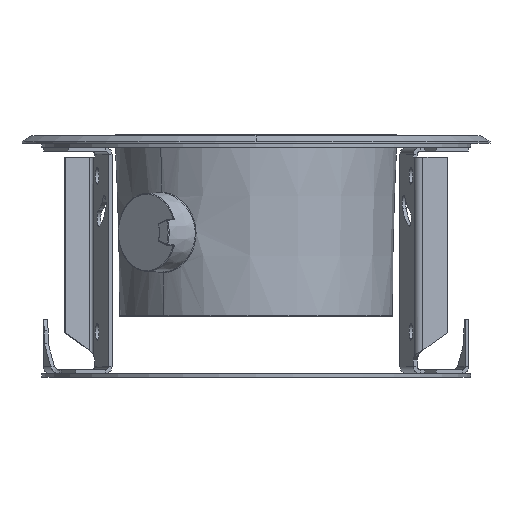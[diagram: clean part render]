
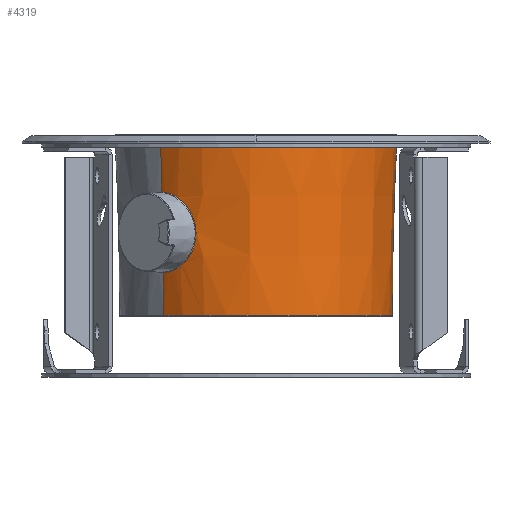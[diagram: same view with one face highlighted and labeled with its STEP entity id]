
A CAD part, front view. The second image highlights one B-rep face of the part: STEP entity #4319.
In plain terms, the highlighted conical face has half-angle 1.5 degrees and reference radius 35 mm.
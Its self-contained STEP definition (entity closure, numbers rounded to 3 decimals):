
#7 = CARTESIAN_POINT ( 'NONE',  ( 34.06, 9.981, 18.808 ) ) ;
#88 = AXIS2_PLACEMENT_3D ( 'NONE', #11099, #9175, #14001 ) ;
#492 = CARTESIAN_POINT ( 'NONE',  ( 35.018, 7.23, 28.892 ) ) ;
#978 = VERTEX_POINT ( 'NONE', #492 ) ;
#1053 = CARTESIAN_POINT ( 'NONE',  ( 35.018, 7.23, 28.892 ) ) ;
#1122 = CARTESIAN_POINT ( 'NONE',  ( 35.242, 2.033, 11.337 ) ) ;
#1205 = CARTESIAN_POINT ( 'NONE',  ( 35.292, 0.511, 11.148 ) ) ;
#1287 = CONICAL_SURFACE ( 'NONE', #88, 35., 0.026 ) ;
#1298 = ORIENTED_EDGE ( 'NONE', *, *, #10213, .F. ) ;
#1593 = CARTESIAN_POINT ( 'NONE',  ( 35.127, 6.747, 29.344 ) ) ;
#1713 = VERTEX_POINT ( 'NONE', #11537 ) ;
#1995 = DIRECTION ( 'NONE',  ( 0., 0., 1. ) ) ;
#2034 = CARTESIAN_POINT ( 'NONE',  ( 35.005, 0., 0.195 ) ) ;
#2068 = FACE_OUTER_BOUND ( 'NONE', #2786, .T. ) ;
#2102 = CARTESIAN_POINT ( 'NONE',  ( 34.849, 7.924, 28.16 ) ) ;
#2248 = CARTESIAN_POINT ( 'NONE',  ( 34.074, 10.284, 22.62 ) ) ;
#2316 = CARTESIAN_POINT ( 'NONE',  ( 34.925, 5.346, 12.638 ) ) ;
#2395 = CARTESIAN_POINT ( 'NONE',  ( 34.016, 10.314, 20.824 ) ) ;
#2429 = LINE ( 'NONE', #3600, #12286 ) ;
#2635 = DIRECTION ( 'NONE',  ( 0.026, 0., 1. ) ) ;
#2704 = CARTESIAN_POINT ( 'NONE',  ( 35.834, 0.675, 31.848 ) ) ;
#2786 = EDGE_LOOP ( 'NONE', ( #9753, #6599, #4385, #10093, #8191, #8982, #1298 ) ) ;
#2835 = CARTESIAN_POINT ( 'NONE',  ( 35.524, 4.538, 30.821 ) ) ;
#3090 = CARTESIAN_POINT ( 'NONE',  ( 0., 0., 0.195 ) ) ;
#3427 = CARTESIAN_POINT ( 'NONE',  ( 35.292, 0., 11.148 ) ) ;
#3440 = LINE ( 'NONE', #8029, #7531 ) ;
#3517 = LINE ( 'NONE', #3728, #5351 ) ;
#3600 = CARTESIAN_POINT ( 'NONE',  ( 35., 0., 0. ) ) ;
#3725 = CARTESIAN_POINT ( 'NONE',  ( 35.834, 0., 31.848 ) ) ;
#3728 = CARTESIAN_POINT ( 'NONE',  ( 35., 0., 0. ) ) ;
#4055 = DIRECTION ( 'NONE',  ( 0., 0., -1. ) ) ;
#4194 = DIRECTION ( 'NONE',  ( -1., 0., 0. ) ) ;
#4319 = ADVANCED_FACE ( 'NONE', ( #2068 ), #1287, .T. ) ;
#4385 = ORIENTED_EDGE ( 'NONE', *, *, #12817, .T. ) ;
#4447 = CARTESIAN_POINT ( 'NONE',  ( 34.228, 9.181, 16.641 ) ) ;
#4480 = AXIS2_PLACEMENT_3D ( 'NONE', #3090, #1995, #11169 ) ;
#4524 = CARTESIAN_POINT ( 'NONE',  ( 34.019, 10.327, 21.082 ) ) ;
#4536 = VERTEX_POINT ( 'NONE', #8767 ) ;
#4544 = VERTEX_POINT ( 'NONE', #2034 ) ;
#4670 = CARTESIAN_POINT ( 'NONE',  ( 34.197, 10.008, 24.121 ) ) ;
#4981 = CARTESIAN_POINT ( 'NONE',  ( 35.292, 0., 11.148 ) ) ;
#4983 = CARTESIAN_POINT ( 'NONE',  ( 35.673, 3.305, 31.327 ) ) ;
#5117 = VERTEX_POINT ( 'NONE', #4981 ) ;
#5351 = VECTOR ( 'NONE', #2635, 1000. ) ;
#5568 = CARTESIAN_POINT ( 'NONE',  ( 34.379, 9.511, 25.575 ) ) ;
#5579 = DIRECTION ( 'NONE',  ( -0.026, 0., 1. ) ) ;
#5640 = CARTESIAN_POINT ( 'NONE',  ( 34.074, 9.911, 18.562 ) ) ;
#5797 = CARTESIAN_POINT ( 'NONE',  ( 34.449, 9.301, 26.035 ) ) ;
#5864 = EDGE_CURVE ( 'NONE', #10941, #1713, #3517, .T. ) ;
#5968 = CARTESIAN_POINT ( 'NONE',  ( 35.234, 6.23, 29.762 ) ) ;
#6038 = CARTESIAN_POINT ( 'NONE',  ( 35.073, 6.994, 29.124 ) ) ;
#6599 = ORIENTED_EDGE ( 'NONE', *, *, #10476, .T. ) ;
#6669 = CARTESIAN_POINT ( 'NONE',  ( 34.983, 4.903, 12.384 ) ) ;
#6739 = CARTESIAN_POINT ( 'NONE',  ( 34.738, 6.624, 13.489 ) ) ;
#6812 = CARTESIAN_POINT ( 'NONE',  ( 34.682, 8.539, 27.348 ) ) ;
#6888 = CARTESIAN_POINT ( 'NONE',  ( 35.011, 4.677, 12.266 ) ) ;
#7265 = CARTESIAN_POINT ( 'NONE',  ( 35.435, 5.124, 30.511 ) ) ;
#7343 = CARTESIAN_POINT ( 'NONE',  ( 35.018, 7.23, 28.892 ) ) ;
#7460 = EDGE_CURVE ( 'NONE', #10941, #978, #13190, .T. ) ;
#7531 = VECTOR ( 'NONE', #5579, 1000. ) ;
#7570 = AXIS2_PLACEMENT_3D ( 'NONE', #14369, #4055, #4194 ) ;
#7713 = EDGE_CURVE ( 'NONE', #978, #5117, #9999, .T. ) ;
#8015 = CARTESIAN_POINT ( 'NONE',  ( 34.934, 7.59, 28.539 ) ) ;
#8029 = CARTESIAN_POINT ( 'NONE',  ( -35., 0., 0. ) ) ;
#8129 = DIRECTION ( 'NONE',  ( 0.026, 0., 1. ) ) ;
#8184 = CARTESIAN_POINT ( 'NONE',  ( 35.286, 5.959, 29.96 ) ) ;
#8191 = ORIENTED_EDGE ( 'NONE', *, *, #7460, .T. ) ;
#8336 = CARTESIAN_POINT ( 'NONE',  ( 35.813, 1.341, 31.783 ) ) ;
#8394 = CARTESIAN_POINT ( 'NONE',  ( 35.834, 0., 31.848 ) ) ;
#8767 = CARTESIAN_POINT ( 'NONE',  ( -36.212, 0., 46.295 ) ) ;
#8907 = CARTESIAN_POINT ( 'NONE',  ( 34.343, 8.664, 15.767 ) ) ;
#8982 = ORIENTED_EDGE ( 'NONE', *, *, #7713, .T. ) ;
#8989 = CARTESIAN_POINT ( 'NONE',  ( 35.09, 3.989, 11.937 ) ) ;
#9063 = CARTESIAN_POINT ( 'NONE',  ( 34.027, 10.161, 19.553 ) ) ;
#9175 = DIRECTION ( 'NONE',  ( 0., 0., 1. ) ) ;
#9205 = CARTESIAN_POINT ( 'NONE',  ( 34.125, 9.666, 17.831 ) ) ;
#9359 = VERTEX_POINT ( 'NONE', #12143 ) ;
#9753 = ORIENTED_EDGE ( 'NONE', *, *, #11484, .T. ) ;
#9999 = B_SPLINE_CURVE_WITH_KNOTS ( 'NONE', 3,
 ( #1053, #8015, #2102, #6812, #12405, #5797, #5568, #10311, #4670, #12555, #2248, #10161, #10084, #4524, #2395, #14621, #9063, #7, #5640, #11356, #9205, #4447, #8907, #13523, #6739, #12333, #2316, #6669, #6888, #8989, #13742, #11277, #1122, #13596, #1205, #3427 ),
 .UNSPECIFIED., .F., .F.,
 ( 4, 2, 2, 2, 2, 2, 2, 2, 2, 2, 2, 2, 2, 2, 2, 2, 2, 4 ),
 ( 0.032, 0.034, 0.035, 0.037, 0.039, 0.04, 0.041, 0.042, 0.043, 0.044, 0.045, 0.048, 0.051, 0.052, 0.052, 0.054, 0.055, 0.057 ),
 .UNSPECIFIED. ) ;
#10084 = CARTESIAN_POINT ( 'NONE',  ( 34.031, 10.335, 21.598 ) ) ;
#10093 = ORIENTED_EDGE ( 'NONE', *, *, #5864, .F. ) ;
#10161 = CARTESIAN_POINT ( 'NONE',  ( 34.039, 10.33, 21.855 ) ) ;
#10213 = EDGE_CURVE ( 'NONE', #4544, #5117, #2429, .T. ) ;
#10311 = CARTESIAN_POINT ( 'NONE',  ( 34.253, 9.865, 24.619 ) ) ;
#10406 = CIRCLE ( 'NONE', #4480, 35.005 ) ;
#10476 = EDGE_CURVE ( 'NONE', #9359, #4536, #3440, .T. ) ;
#10941 = VERTEX_POINT ( 'NONE', #8394 ) ;
#11099 = CARTESIAN_POINT ( 'NONE',  ( 0., 0., 0. ) ) ;
#11169 = DIRECTION ( 'NONE',  ( -1., 0., 0. ) ) ;
#11277 = CARTESIAN_POINT ( 'NONE',  ( 35.212, 2.54, 11.452 ) ) ;
#11356 = CARTESIAN_POINT ( 'NONE',  ( 34.106, 9.754, 18.074 ) ) ;
#11484 = EDGE_CURVE ( 'NONE', #4544, #9359, #10406, .T. ) ;
#11537 = CARTESIAN_POINT ( 'NONE',  ( 36.212, 0., 46.295 ) ) ;
#12143 = CARTESIAN_POINT ( 'NONE',  ( -35.005, 0., 0.195 ) ) ;
#12286 = VECTOR ( 'NONE', #8129, 1000. ) ;
#12333 = CARTESIAN_POINT ( 'NONE',  ( 34.894, 5.565, 12.774 ) ) ;
#12405 = CARTESIAN_POINT ( 'NONE',  ( 34.601, 8.815, 26.921 ) ) ;
#12555 = CARTESIAN_POINT ( 'NONE',  ( 34.108, 10.217, 23.124 ) ) ;
#12817 = EDGE_CURVE ( 'NONE', #4536, #1713, #14235, .T. ) ;
#13190 = B_SPLINE_CURVE_WITH_KNOTS ( 'NONE', 3,
 ( #3725, #2704, #8336, #13982, #4983, #2835, #7265, #8184, #5968, #1593, #6038, #7343 ),
 .UNSPECIFIED., .F., .F.,
 ( 4, 2, 2, 2, 2, 4 ),
 ( 0.024, 0.026, 0.028, 0.03, 0.031, 0.032 ),
 .UNSPECIFIED. ) ;
#13523 = CARTESIAN_POINT ( 'NONE',  ( 34.601, 7.37, 14.172 ) ) ;
#13596 = CARTESIAN_POINT ( 'NONE',  ( 35.282, 1.019, 11.186 ) ) ;
#13742 = CARTESIAN_POINT ( 'NONE',  ( 35.136, 3.516, 11.752 ) ) ;
#13982 = CARTESIAN_POINT ( 'NONE',  ( 35.733, 2.652, 31.524 ) ) ;
#14001 = DIRECTION ( 'NONE',  ( 1., 0., 0. ) ) ;
#14235 = CIRCLE ( 'NONE', #7570, 36.212 ) ;
#14369 = CARTESIAN_POINT ( 'NONE',  ( 0., 0., 46.295 ) ) ;
#14621 = CARTESIAN_POINT ( 'NONE',  ( 34.016, 10.245, 20.056 ) ) ;
